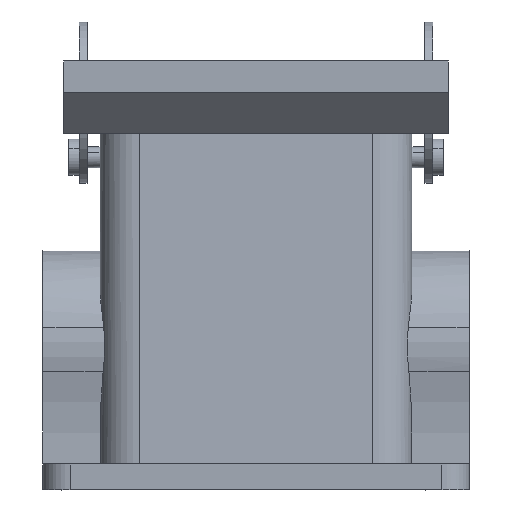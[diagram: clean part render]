
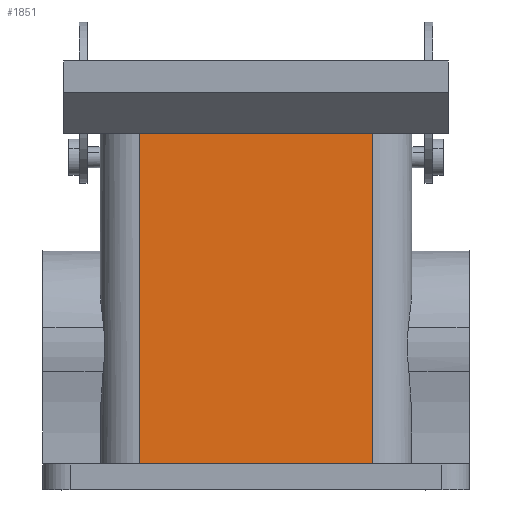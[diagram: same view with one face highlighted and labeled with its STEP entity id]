
A CAD part, left-side view. The second image highlights one B-rep face of the part: STEP entity #1851.
In plain terms, the highlighted planar face has unit normal (-0.999, 0, 0.035).
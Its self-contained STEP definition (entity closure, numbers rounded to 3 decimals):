
#1838=AXIS2_PLACEMENT_3D('Plane Axis2P3D',#1835,#1836,#1837) ;
#523=CARTESIAN_POINT('Vertex',(17.283,18.5,5.)) ;
#526=CARTESIAN_POINT('Line Origine',(17.283,41.,5.)) ;
#530=CARTESIAN_POINT('Vertex',(17.283,63.5,5.)) ;
#1109=CARTESIAN_POINT('Line Origine',(19.5,41.,68.5)) ;
#1113=CARTESIAN_POINT('Vertex',(19.5,63.5,68.5)) ;
#1115=CARTESIAN_POINT('Vertex',(19.5,18.5,68.5)) ;
#1720=CARTESIAN_POINT('Line Origine',(18.343,18.5,35.381)) ;
#1835=CARTESIAN_POINT('Axis2P3D Location',(19.5,41.,68.5)) ;
#1840=CARTESIAN_POINT('Line Origine',(18.391,63.5,36.75)) ;
#527=DIRECTION('Vector Direction',(0.,1.,0.)) ;
#1110=DIRECTION('Vector Direction',(0.,1.,0.)) ;
#1721=DIRECTION('Vector Direction',(0.035,0.,0.999)) ;
#1836=DIRECTION('Axis2P3D Direction',(-0.999,0.,0.035)) ;
#1837=DIRECTION('Axis2P3D XDirection',(0.,1.,0.)) ;
#1841=DIRECTION('Vector Direction',(-0.035,0.,-0.999)) ;
#528=VECTOR('Line Direction',#527,1.) ;
#1111=VECTOR('Line Direction',#1110,1.) ;
#1722=VECTOR('Line Direction',#1721,1.) ;
#1842=VECTOR('Line Direction',#1841,1.) ;
#1846=ORIENTED_EDGE('',*,*,#1724,.F.) ;
#1847=ORIENTED_EDGE('',*,*,#1117,.F.) ;
#1848=ORIENTED_EDGE('',*,*,#1844,.F.) ;
#1849=ORIENTED_EDGE('',*,*,#532,.F.) ;
#1851=ADVANCED_FACE('Housing',(#1850),#1839,.T.) ;
#532=EDGE_CURVE('',#524,#531,#529,.T.) ;
#1117=EDGE_CURVE('',#1114,#1116,#1112,.F.) ;
#1724=EDGE_CURVE('',#1116,#524,#1723,.F.) ;
#1844=EDGE_CURVE('',#531,#1114,#1843,.F.) ;
#1845=EDGE_LOOP('',(#1846,#1847,#1848,#1849)) ;
#1850=FACE_OUTER_BOUND('',#1845,.T.) ;
#529=LINE('Line',#526,#528) ;
#1112=LINE('Line',#1109,#1111) ;
#1723=LINE('Line',#1720,#1722) ;
#1843=LINE('Line',#1840,#1842) ;
#1839=PLANE('',#1838) ;
#524=VERTEX_POINT('',#523) ;
#531=VERTEX_POINT('',#530) ;
#1114=VERTEX_POINT('',#1113) ;
#1116=VERTEX_POINT('',#1115) ;
